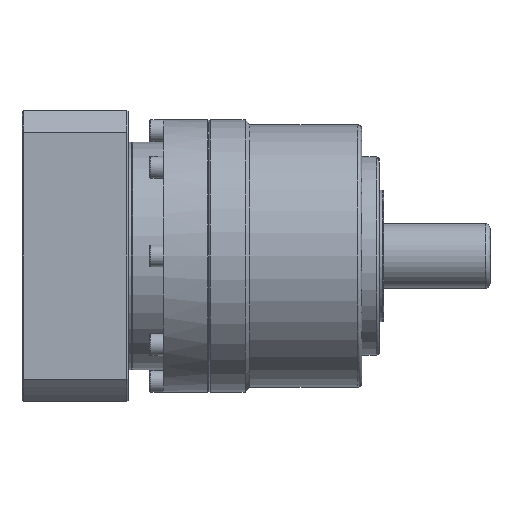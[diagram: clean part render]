
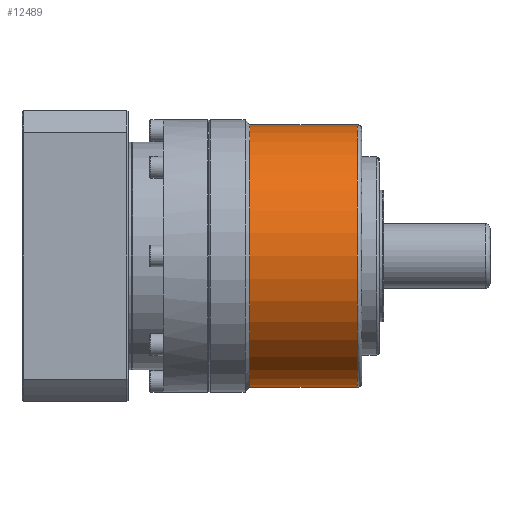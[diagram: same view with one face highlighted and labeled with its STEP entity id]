
A CAD part, front view. The second image highlights one B-rep face of the part: STEP entity #12489.
In plain terms, the highlighted cylindrical face has radius 45 mm (diameter 90 mm), a partial arc.
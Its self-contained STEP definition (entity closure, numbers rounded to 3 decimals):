
#1414 = CARTESIAN_POINT ( 'NONE',  ( -44., 0., 45. ) ) ;
#1784 = EDGE_CURVE ( 'NONE', #2586, #14112, #3381, .T. ) ;
#2586 = VERTEX_POINT ( 'NONE', #8804 ) ;
#2633 = AXIS2_PLACEMENT_3D ( 'NONE', #10005, #9836, #9602 ) ;
#2803 = ORIENTED_EDGE ( 'NONE', *, *, #13588, .T. ) ;
#3381 = CIRCLE ( 'NONE', #2633, 45. ) ;
#3756 = DIRECTION ( 'NONE',  ( -1., 0., 0. ) ) ;
#4845 = CARTESIAN_POINT ( 'NONE',  ( -45.5, 0., -45. ) ) ;
#5963 = VERTEX_POINT ( 'NONE', #4845 ) ;
#7027 = DIRECTION ( 'NONE',  ( 0., 0., 1. ) ) ;
#8021 = DIRECTION ( 'NONE',  ( -1., 0., 0. ) ) ;
#8515 = ORIENTED_EDGE ( 'NONE', *, *, #1784, .T. ) ;
#8804 = CARTESIAN_POINT ( 'NONE',  ( -82.409, 0., 45. ) ) ;
#8821 = CYLINDRICAL_SURFACE ( 'NONE', #11657, 45. ) ;
#9104 = AXIS2_PLACEMENT_3D ( 'NONE', #13356, #3756, #14906 ) ;
#9602 = DIRECTION ( 'NONE',  ( 0., 0., 1. ) ) ;
#9836 = DIRECTION ( 'NONE',  ( 1., 0., 0. ) ) ;
#10001 = EDGE_CURVE ( 'NONE', #5963, #14112, #14413, .T. ) ;
#10005 = CARTESIAN_POINT ( 'NONE',  ( -82.409, 0., 0. ) ) ;
#10055 = CARTESIAN_POINT ( 'NONE',  ( -44., 0., 0. ) ) ;
#10134 = EDGE_CURVE ( 'NONE', #11282, #2586, #15111, .T. ) ;
#10476 = ORIENTED_EDGE ( 'NONE', *, *, #10001, .F. ) ;
#10802 = CARTESIAN_POINT ( 'NONE',  ( -44., 0., -45. ) ) ;
#11282 = VERTEX_POINT ( 'NONE', #14797 ) ;
#11534 = CIRCLE ( 'NONE', #9104, 45. ) ;
#11657 = AXIS2_PLACEMENT_3D ( 'NONE', #10055, #17441, #7027 ) ;
#12489 = ADVANCED_FACE ( 'NONE', ( #18085 ), #8821, .T. ) ;
#13356 = CARTESIAN_POINT ( 'NONE',  ( -45.5, 0., 0. ) ) ;
#13588 = EDGE_CURVE ( 'NONE', #5963, #11282, #11534, .T. ) ;
#14112 = VERTEX_POINT ( 'NONE', #17619 ) ;
#14413 = LINE ( 'NONE', #10802, #17791 ) ;
#14626 = VECTOR ( 'NONE', #15662, 1000. ) ;
#14797 = CARTESIAN_POINT ( 'NONE',  ( -45.5, 0., 45. ) ) ;
#14906 = DIRECTION ( 'NONE',  ( 0., 0., 1. ) ) ;
#15111 = LINE ( 'NONE', #1414, #14626 ) ;
#15662 = DIRECTION ( 'NONE',  ( -1., 0., 0. ) ) ;
#17441 = DIRECTION ( 'NONE',  ( -1., 0., 0. ) ) ;
#17619 = CARTESIAN_POINT ( 'NONE',  ( -82.409, 0., -45. ) ) ;
#17791 = VECTOR ( 'NONE', #8021, 1000. ) ;
#18085 = FACE_OUTER_BOUND ( 'NONE', #18412, .T. ) ;
#18383 = ORIENTED_EDGE ( 'NONE', *, *, #10134, .T. ) ;
#18412 = EDGE_LOOP ( 'NONE', ( #10476, #2803, #18383, #8515 ) ) ;
